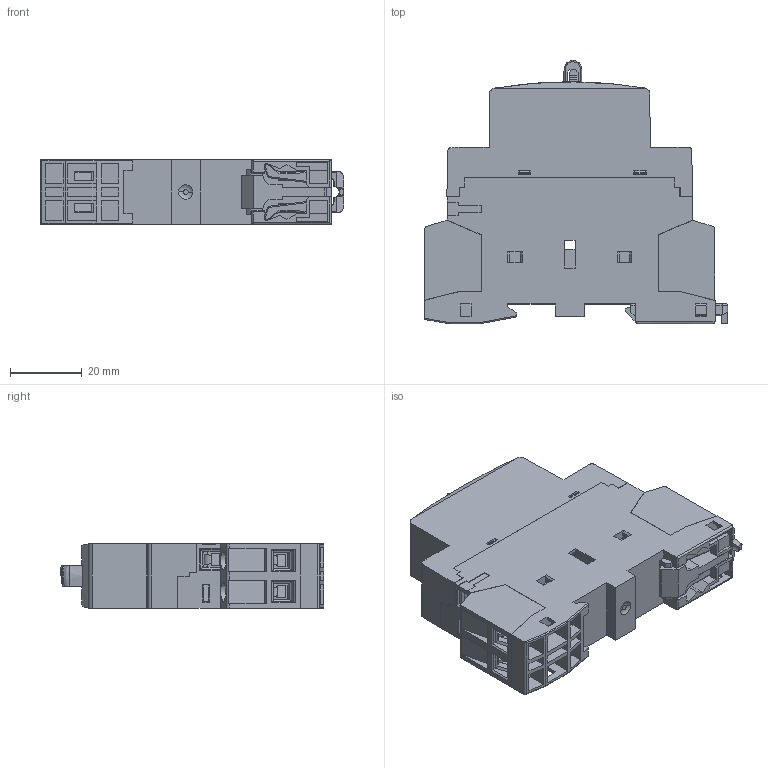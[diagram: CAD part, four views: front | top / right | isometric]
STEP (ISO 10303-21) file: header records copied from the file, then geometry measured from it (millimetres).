
FILE_DESCRIPTION((''),'2;1');
FILE_NAME('16_ASM','2017-06-03T',('Gino'),(''),'PRO/ENGINEER BY PARAMETRIC TECHNOLOGY CORPORATION, 2008310','PRO/ENGINEER BY PARAMETRIC TECHNOLOGY CORPORATION, 2008310','');
FILE_SCHEMA(('CONFIG_CONTROL_DESIGN'));
Length unit declared in the file: millimetre
Products named in the file (25): 2_50_1_1_1_1; 5-19-03_22_1_1_2_1_1; 5-19-03_22_1_1_ASM_1_ASM_1_ASM; ______ASM_4-63070_ASM_1_ASM_1_A_ASM; _____ASM_8_ASM_1_ASM_1_ASM_1_AS_ASM; _____5_1_1_1_1; 2A__37_1_3_1_1_1_1; JIEXIANKUANG_9_1_1_1_1; LUOSI_10_1_1_1_1; 2A_ASM_21_1_ASM_7_ASM_1_ASM_1_A_ASM; 2D__17_3_1_1_1_1; 2D_ASM_11_ASM_4_ASM_1_ASM_1_ASM_ASM; 2D_ASM_ASM_6_ASM_1_ASM_1_ASM_1__ASM; 6-12-01_25_1_1_1_1; ____ASM_3_ASM_1_ASM_1_ASM_1_ASM_ASM; HUAKUAI-16A_5_1_1_1_1; _____4_1_1_1_1; 16A2P__ASM_16_ASM_1_ASM_1_ASM_1_ASM; 16A2P__ASM_ASM_1_ASM_1_ASM_1_AS_ASM; 16A2P__ASM_ASM_ASM_1_ASM_1_ASM__ASM; 16_ASM_1_ASM_1_ASM; 16_ASM_ASM_1_ASM; SHOUDONGSHOUBING; SHOUDONGSHOUBINGTUIGANG; 16_ASM
Assembly tree (31 placements, depth 10):
  16_ASM
    16_ASM_ASM_1_ASM
      16_ASM_1_ASM_1_ASM
        16A2P__ASM_ASM_ASM_1_ASM_1_ASM__ASM
          16A2P__ASM_ASM_1_ASM_1_ASM_1_AS_ASM
            16A2P__ASM_16_ASM_1_ASM_1_ASM_1_ASM
              2_50_1_1_1_1
              _____ASM_8_ASM_1_ASM_1_ASM_1_AS_ASM
                ______ASM_4-63070_ASM_1_ASM_1_A_ASM
                  5-19-03_22_1_1_ASM_1_ASM_1_ASM
              _____5_1_1_1_1
              2A_ASM_21_1_ASM_7_ASM_1_ASM_1_A_ASM
                2A__37_1_3_1_1_1_1
                JIEXIANKUANG_9_1_1_1_1
                LUOSI_10_1_1_1_1
              2D_ASM_ASM_6_ASM_1_ASM_1_ASM_1__ASM
                2D_ASM_11_ASM_4_ASM_1_ASM_1_ASM_ASM
                  2D__17_3_1_1_1_1
                JIEXIANKUANG_9_1_1_1_1
                LUOSI_10_1_1_1_1
              ____ASM_3_ASM_1_ASM_1_ASM_1_ASM_ASM  x2
                6-12-01_25_1_1_1_1
                JIEXIANKUANG_9_1_1_1_1
                LUOSI_10_1_1_1_1
              HUAKUAI-16A_5_1_1_1_1
              _____4_1_1_1_1
    SHOUDONGSHOUBING
    SHOUDONGSHOUBINGTUIGANG
Bounding box: 84.5 x 73.44 x 18 mm (x, y, z)
Volume: 53668.4 mm3; surface area: 44448.7 mm2
Topology: 15 solids, 29 shells, 2817 faces, 8182 edges, 5395 vertices
Faces by surface type: plane 2214, cylinder 447, bspline 90, torus 40, cone 26
Entity records: 68552 total; most frequent: CARTESIAN_POINT 18004, ORIENTED_EDGE 10956, DIRECTION 9601, EDGE_CURVE 5484, VECTOR 4675, LINE 4675, VERTEX_POINT 3593, AXIS2_PLACEMENT_3D 2463
